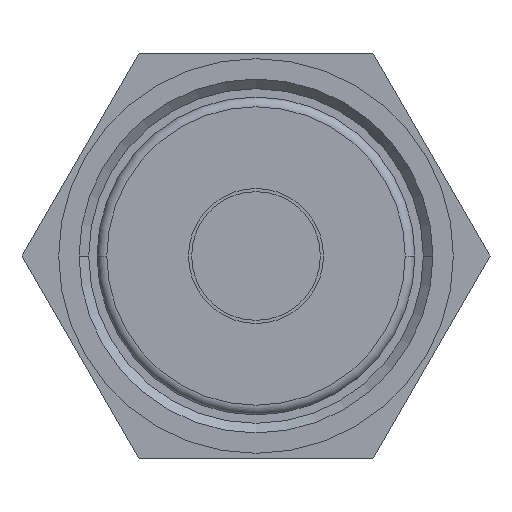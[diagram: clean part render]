
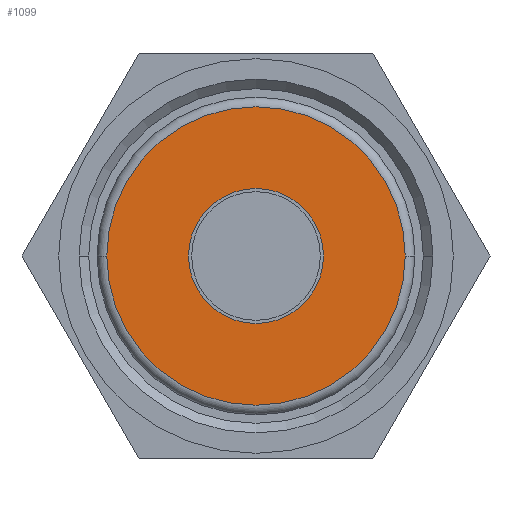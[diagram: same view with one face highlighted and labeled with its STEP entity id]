
A CAD part, front view. The second image highlights one B-rep face of the part: STEP entity #1099.
In plain terms, the highlighted planar face has unit normal (0, -1, 0).
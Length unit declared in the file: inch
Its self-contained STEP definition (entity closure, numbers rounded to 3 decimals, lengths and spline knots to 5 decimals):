
#132=CARTESIAN_POINT('',(0.,0.,0.));
#133=DIRECTION('',(0.,-1.,0.));
#134=DIRECTION('',(-1.,0.,0.));
#135=AXIS2_PLACEMENT_3D('',#132,#133,#134);
#140=CARTESIAN_POINT('',(0.,0.,0.));
#141=DIRECTION('',(0.,-1.,0.));
#142=DIRECTION('',(1.,0.,0.));
#143=AXIS2_PLACEMENT_3D('',#140,#141,#142);
#148=CARTESIAN_POINT('',(0.,0.,0.));
#149=DIRECTION('',(0.,-1.,0.));
#150=DIRECTION('',(1.,0.,0.));
#151=AXIS2_PLACEMENT_3D('',#148,#149,#150);
#172=CARTESIAN_POINT('',(0.,0.,0.));
#173=DIRECTION('',(0.,-1.,0.));
#174=DIRECTION('',(-1.,0.,0.));
#175=AXIS2_PLACEMENT_3D('',#172,#173,#174);
#1042=CARTESIAN_POINT('',(0.232,0.,0.));
#1043=CARTESIAN_POINT('',(-0.232,0.,0.));
#1044=VERTEX_POINT('',#1042);
#1045=VERTEX_POINT('',#1043);
#1070=CARTESIAN_POINT('',(-0.105,0.,0.));
#1071=CARTESIAN_POINT('',(0.105,0.,0.));
#1072=VERTEX_POINT('',#1070);
#1073=VERTEX_POINT('',#1071);
#1082=CARTESIAN_POINT('',(0.,0.,0.));
#1083=DIRECTION('',(0.,1.,0.));
#1084=DIRECTION('',(1.,0.,0.));
#1085=AXIS2_PLACEMENT_3D('',#1082,#1083,#1084);
#1086=PLANE('',#1085);
#1088=ORIENTED_EDGE('',*,*,#1087,.F.);
#1090=ORIENTED_EDGE('',*,*,#1089,.F.);
#1091=EDGE_LOOP('',(#1088,#1090));
#1092=FACE_OUTER_BOUND('',#1091,.F.);
#1094=ORIENTED_EDGE('',*,*,#1093,.T.);
#1096=ORIENTED_EDGE('',*,*,#1095,.T.);
#1097=EDGE_LOOP('',(#1094,#1096));
#1098=FACE_BOUND('',#1097,.F.);
#1099=ADVANCED_FACE('',(#1092,#1098),#1086,.F.);
#136=CIRCLE('',#135,0.105);
#144=CIRCLE('',#143,0.105);
#152=CIRCLE('',#151,0.232);
#176=CIRCLE('',#175,0.232);
#1087=EDGE_CURVE('',#1044,#1045,#152,.T.);
#1089=EDGE_CURVE('',#1045,#1044,#176,.T.);
#1093=EDGE_CURVE('',#1072,#1073,#136,.T.);
#1095=EDGE_CURVE('',#1073,#1072,#144,.T.);
